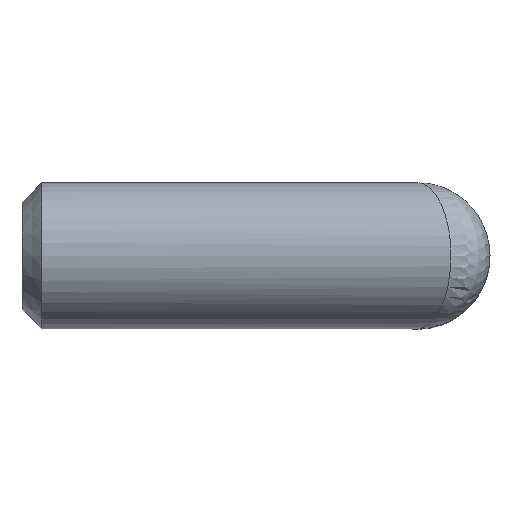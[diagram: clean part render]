
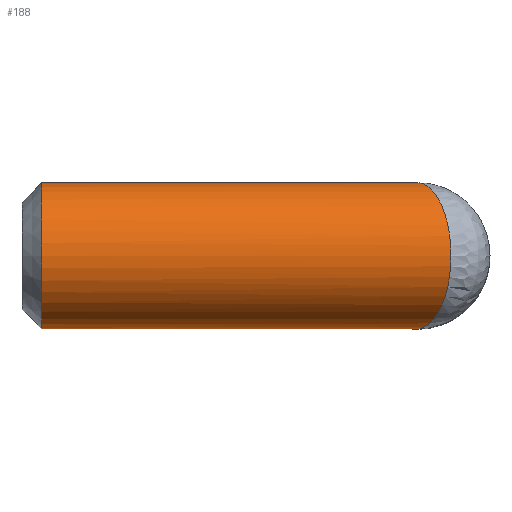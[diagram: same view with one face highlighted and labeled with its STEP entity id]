
A CAD part, top view. The second image highlights one B-rep face of the part: STEP entity #188.
In plain terms, the highlighted cylindrical face has radius 3.75 mm (diameter 7.5 mm), a full revolution.
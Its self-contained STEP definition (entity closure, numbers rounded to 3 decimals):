
#27=CIRCLE('',#232,3.75);
#28=CIRCLE('',#233,3.75);
#36=LINE('',#445,#42);
#42=VECTOR('',#286,3.75);
#47=CYLINDRICAL_SURFACE('',#231,3.75);
#55=FACE_OUTER_BOUND('',#66,.T.);
#66=EDGE_LOOP('',(#156,#157,#158,#159,#160,#161,#162));
#72=ELLIPSE('',#213,6.865,3.75);
#75=ELLIPSE('',#216,4.138,3.75);
#76=ELLIPSE('',#217,4.138,3.75);
#80=VERTEX_POINT('',#358);
#81=VERTEX_POINT('',#359);
#83=VERTEX_POINT('',#415);
#93=VERTEX_POINT('',#444);
#94=VERTEX_POINT('',#446);
#100=EDGE_CURVE('',#81,#80,#72,.T.);
#103=EDGE_CURVE('',#80,#83,#75,.T.);
#104=EDGE_CURVE('',#83,#81,#76,.T.);
#117=EDGE_CURVE('',#83,#93,#36,.T.);
#118=EDGE_CURVE('',#93,#94,#27,.T.);
#119=EDGE_CURVE('',#94,#93,#28,.T.);
#156=ORIENTED_EDGE('',*,*,#100,.F.);
#157=ORIENTED_EDGE('',*,*,#104,.F.);
#158=ORIENTED_EDGE('',*,*,#117,.T.);
#159=ORIENTED_EDGE('',*,*,#118,.T.);
#160=ORIENTED_EDGE('',*,*,#119,.T.);
#161=ORIENTED_EDGE('',*,*,#117,.F.);
#162=ORIENTED_EDGE('',*,*,#103,.F.);
#188=ADVANCED_FACE('',(#55),#47,.T.);
#213=AXIS2_PLACEMENT_3D('',#361,#245,#246);
#216=AXIS2_PLACEMENT_3D('',#416,#251,#252);
#217=AXIS2_PLACEMENT_3D('',#417,#253,#254);
#231=AXIS2_PLACEMENT_3D('',#443,#284,#285);
#232=AXIS2_PLACEMENT_3D('',#447,#287,#288);
#233=AXIS2_PLACEMENT_3D('',#448,#289,#290);
#245=DIRECTION('center_axis',(0.546,0.,-0.838));
#246=DIRECTION('ref_axis',(-0.838,0.,-0.546));
#251=DIRECTION('center_axis',(0.906,0.,-0.423));
#252=DIRECTION('ref_axis',(0.423,0.,0.906));
#253=DIRECTION('center_axis',(0.906,0.,-0.423));
#254=DIRECTION('ref_axis',(0.423,0.,0.906));
#284=DIRECTION('center_axis',(1.,0.,0.));
#285=DIRECTION('ref_axis',(0.,0.,-1.));
#286=DIRECTION('',(-1.,0.,0.));
#287=DIRECTION('center_axis',(1.,0.,0.));
#288=DIRECTION('ref_axis',(0.,0.,-1.));
#289=DIRECTION('center_axis',(1.,0.,0.));
#290=DIRECTION('ref_axis',(0.,0.,-1.));
#358=CARTESIAN_POINT('',(-3.75,3.75,0.));
#359=CARTESIAN_POINT('',(-3.75,-3.75,0.));
#361=CARTESIAN_POINT('Origin',(-3.75,0.,0.));
#415=CARTESIAN_POINT('',(-2.,0.,3.75));
#416=CARTESIAN_POINT('Origin',(-3.75,0.,0.));
#417=CARTESIAN_POINT('Origin',(-3.75,0.,0.));
#443=CARTESIAN_POINT('Origin',(-11.5,0.,0.));
#444=CARTESIAN_POINT('',(-23.,0.,3.75));
#445=CARTESIAN_POINT('',(-11.5,0.,3.75));
#446=CARTESIAN_POINT('',(-23.,0.,-3.75));
#447=CARTESIAN_POINT('Origin',(-23.,0.,0.));
#448=CARTESIAN_POINT('Origin',(-23.,0.,0.));
